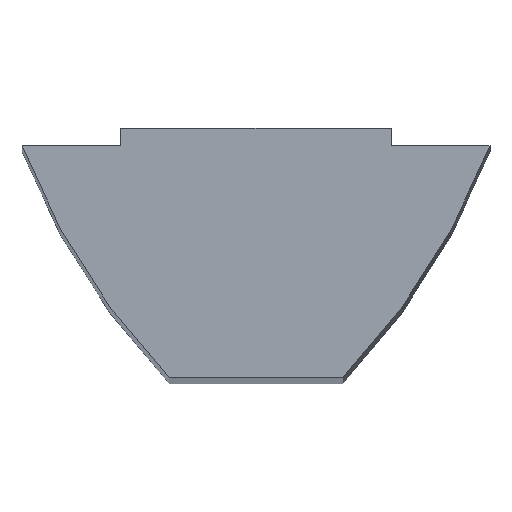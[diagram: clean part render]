
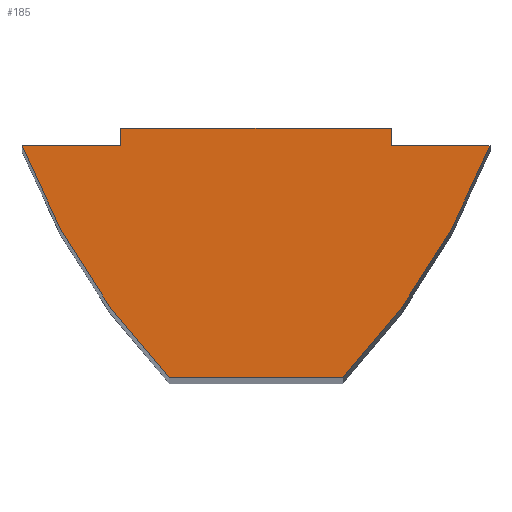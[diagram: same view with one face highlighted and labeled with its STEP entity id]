
A CAD part, top view. The second image highlights one B-rep face of the part: STEP entity #185.
In plain terms, the highlighted planar face has unit normal (0, 0, 1).
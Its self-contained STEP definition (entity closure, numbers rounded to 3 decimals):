
#15=CIRCLE('',#209,20.012);
#17=CIRCLE('',#217,20.012);
#29=FACE_OUTER_BOUND('',#39,.T.);
#39=EDGE_LOOP('',(#153,#154,#155,#156,#157,#158,#159,#160));
#41=LINE('',#275,#61);
#46=LINE('',#289,#66);
#49=LINE('',#295,#69);
#52=LINE('',#301,#72);
#55=LINE('',#307,#75);
#58=LINE('',#313,#78);
#61=VECTOR('',#225,10.);
#66=VECTOR('',#238,10.);
#69=VECTOR('',#243,10.);
#72=VECTOR('',#248,10.);
#75=VECTOR('',#253,10.);
#78=VECTOR('',#258,10.);
#81=VERTEX_POINT('',#273);
#82=VERTEX_POINT('',#274);
#85=VERTEX_POINT('',#282);
#87=VERTEX_POINT('',#288);
#89=VERTEX_POINT('',#294);
#91=VERTEX_POINT('',#300);
#93=VERTEX_POINT('',#306);
#95=VERTEX_POINT('',#312);
#97=EDGE_CURVE('',#81,#82,#41,.T.);
#101=EDGE_CURVE('',#82,#85,#15,.T.);
#104=EDGE_CURVE('',#85,#87,#46,.T.);
#107=EDGE_CURVE('',#87,#89,#49,.T.);
#110=EDGE_CURVE('',#89,#91,#52,.T.);
#113=EDGE_CURVE('',#91,#93,#55,.T.);
#116=EDGE_CURVE('',#93,#95,#58,.T.);
#119=EDGE_CURVE('',#95,#81,#17,.T.);
#153=ORIENTED_EDGE('',*,*,#110,.F.);
#154=ORIENTED_EDGE('',*,*,#107,.F.);
#155=ORIENTED_EDGE('',*,*,#104,.F.);
#156=ORIENTED_EDGE('',*,*,#101,.F.);
#157=ORIENTED_EDGE('',*,*,#97,.F.);
#158=ORIENTED_EDGE('',*,*,#119,.F.);
#159=ORIENTED_EDGE('',*,*,#116,.F.);
#160=ORIENTED_EDGE('',*,*,#113,.F.);
#175=PLANE('',#219);
#185=ADVANCED_FACE('',(#29),#175,.T.);
#209=AXIS2_PLACEMENT_3D('',#283,#231,#232);
#217=AXIS2_PLACEMENT_3D('',#318,#263,#264);
#219=AXIS2_PLACEMENT_3D('',#320,#267,#268);
#225=DIRECTION('',(-1.,0.,0.));
#231=DIRECTION('center_axis',(0.,0.,-1.));
#232=DIRECTION('ref_axis',(-0.934,-0.358,0.));
#238=DIRECTION('',(1.,0.,0.));
#243=DIRECTION('',(0.,1.,0.));
#248=DIRECTION('',(1.,0.,0.));
#253=DIRECTION('',(0.,-1.,0.));
#258=DIRECTION('',(1.,0.,0.));
#263=DIRECTION('center_axis',(0.,0.,-1.));
#264=DIRECTION('ref_axis',(0.721,-0.692,0.));
#267=DIRECTION('center_axis',(0.,0.,1.));
#268=DIRECTION('ref_axis',(1.,0.,0.));
#273=CARTESIAN_POINT('',(2.5,-6.7,100.));
#274=CARTESIAN_POINT('',(-2.5,-6.7,100.));
#275=CARTESIAN_POINT('',(1.25,-6.7,100.));
#282=CARTESIAN_POINT('',(-6.75,0.,100.));
#283=CARTESIAN_POINT('Origin',(11.939,7.157,100.));
#288=CARTESIAN_POINT('',(-3.9,0.,100.));
#289=CARTESIAN_POINT('',(-3.375,0.,100.));
#294=CARTESIAN_POINT('',(-3.9,0.5,100.));
#295=CARTESIAN_POINT('',(-3.9,-1.55,100.));
#300=CARTESIAN_POINT('',(3.9,0.5,100.));
#301=CARTESIAN_POINT('',(-1.95,0.5,100.));
#306=CARTESIAN_POINT('',(3.9,0.,100.));
#307=CARTESIAN_POINT('',(3.9,-1.3,100.));
#312=CARTESIAN_POINT('',(6.75,0.,100.));
#313=CARTESIAN_POINT('',(1.95,0.,100.));
#318=CARTESIAN_POINT('Origin',(-11.939,7.157,100.));
#320=CARTESIAN_POINT('Origin',(0.,-3.1,100.));
